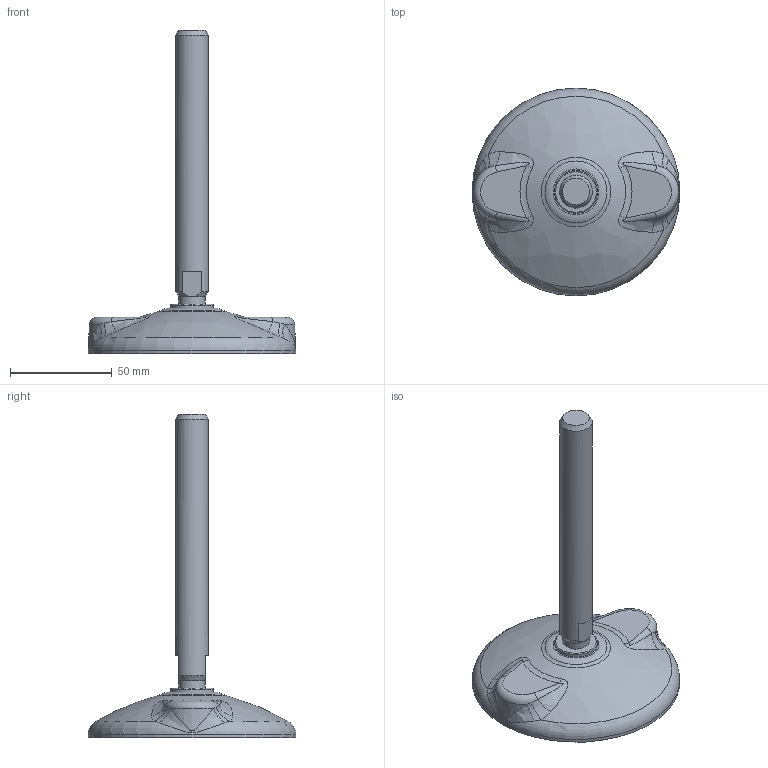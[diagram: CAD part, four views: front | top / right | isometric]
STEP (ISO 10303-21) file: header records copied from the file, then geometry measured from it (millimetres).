
FILE_DESCRIPTION(/* description */ ('PIEDE SNODATO D.102X159 M16'),/* implementation_level */ '2;1');
FILE_NAME(/* name */ 'CPDSN0000004.stp',/* time_stamp */ '2022-11-22T14:54:47+01:00',/* author */ ('tecnico7'),/* organization */ (''),/* preprocessor_version */ 'ST-DEVELOPER v18.1',/* originating_system */ 'Autodesk Inventor 2022',/* authorisation */ '');
FILE_SCHEMA (('AUTOMOTIVE_DESIGN { 1 0 10303 214 3 1 1 }'));
Length unit declared in the file: millimetre
Products named in the file (1): CPDSN0000004
Bounding box: 102.01 x 102.01 x 159 mm (x, y, z)
Volume: 124186 mm3; surface area: 30857.6 mm2
Topology: 4 solids, 4 shells, 80 faces, 166 edges, 104 vertices
Faces by surface type: plane 28, cylinder 17, bspline 17, cone 10, torus 8
Full cylindrical faces by diameter (mm): 9.6 x2, 10.3 x3, 10.5 x3, 13 x1, 16 x1, 21 x1
Entity records: 5981 total; most frequent: CARTESIAN_POINT 4171, DIRECTION 349, ORIENTED_EDGE 332, EDGE_CURVE 166, AXIS2_PLACEMENT_3D 155, VERTEX_POINT 104, EDGE_LOOP 94, CIRCLE 91
